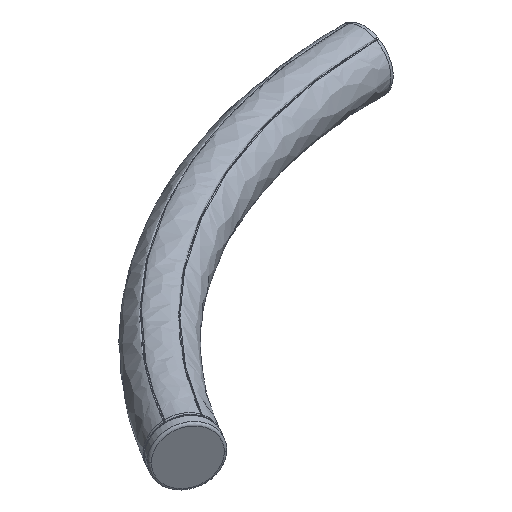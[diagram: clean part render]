
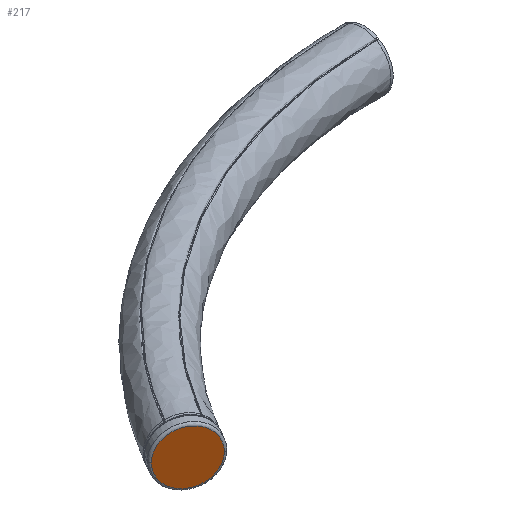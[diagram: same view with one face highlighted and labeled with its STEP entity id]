
A CAD part, isometric view. The second image highlights one B-rep face of the part: STEP entity #217.
In plain terms, the highlighted planar face has unit normal (-0.501, -0.866, 0).
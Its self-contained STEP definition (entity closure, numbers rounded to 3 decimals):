
#105=(
BOUNDED_CURVE()
B_SPLINE_CURVE(3,(#2356,#2357,#2358,#2359,#2360,#2361,#2362,#2363,#2364,
#2365,#2366,#2367,#2368),.UNSPECIFIED.,.F.,.F.)
B_SPLINE_CURVE_WITH_KNOTS((4,3,3,3,4),(0.,18.064,36.127,
54.191,72.255),.UNSPECIFIED.)
CURVE()
GEOMETRIC_REPRESENTATION_ITEM()
RATIONAL_B_SPLINE_CURVE((1.,1.,1.,1.,1.,1.,
1.,1.,1.,1.,1.,1.,1.))
REPRESENTATION_ITEM('')
);
#117=(
BOUNDED_CURVE()
B_SPLINE_CURVE(3,(#2419,#2420,#2421,#2422,#2423,#2424,#2425,#2426,#2427,
#2428,#2429,#2430,#2431),.UNSPECIFIED.,.F.,.F.)
B_SPLINE_CURVE_WITH_KNOTS((4,3,3,3,4),(72.255,90.319,
108.382,126.446,144.51),.UNSPECIFIED.)
CURVE()
GEOMETRIC_REPRESENTATION_ITEM()
RATIONAL_B_SPLINE_CURVE((1.,1.,1.,1.,1.,1.,1.,1.,1.,1.,1.,1.,1.))
REPRESENTATION_ITEM('')
);
#217=ADVANCED_FACE('',(#270),#810,.T.);
#270=FACE_OUTER_BOUND('',#325,.T.);
#325=EDGE_LOOP('',(#548,#549));
#548=ORIENTED_EDGE('',*,*,#702,.F.);
#549=ORIENTED_EDGE('',*,*,#690,.F.);
#690=EDGE_CURVE('',#790,#797,#105,.T.);
#702=EDGE_CURVE('',#797,#790,#117,.T.);
#790=VERTEX_POINT('',#2337);
#797=VERTEX_POINT('',#2344);
#810=PLANE('',#837);
#837=AXIS2_PLACEMENT_3D('',#2219,#847,$);
#847=DIRECTION('',(-0.501,-0.866,0.));
#2219=CARTESIAN_POINT('',(-205.013,-105.215,31.25));
#2337=CARTESIAN_POINT('',(-158.056,-132.382,0.));
#2344=CARTESIAN_POINT('',(-197.883,-109.34,0.));
#2356=CARTESIAN_POINT('',(-158.056,-132.382,0.));
#2357=CARTESIAN_POINT('',(-158.028,-132.397,-6.016));
#2358=CARTESIAN_POINT('',(-160.196,-131.143,-12.023));
#2359=CARTESIAN_POINT('',(-163.879,-129.013,-16.273));
#2360=CARTESIAN_POINT('',(-167.562,-126.882,-20.522));
#2361=CARTESIAN_POINT('',(-172.761,-123.874,-23.013));
#2362=CARTESIAN_POINT('',(-177.963,-120.865,-23.014));
#2363=CARTESIAN_POINT('',(-183.165,-117.855,-23.015));
#2364=CARTESIAN_POINT('',(-188.371,-114.843,-20.524));
#2365=CARTESIAN_POINT('',(-192.051,-112.714,-16.273));
#2366=CARTESIAN_POINT('',(-195.73,-110.586,-12.023));
#2367=CARTESIAN_POINT('',(-197.883,-109.34,-6.011));
#2368=CARTESIAN_POINT('',(-197.883,-109.34,0.));
#2419=CARTESIAN_POINT('',(-197.883,-109.34,0.));
#2420=CARTESIAN_POINT('',(-197.883,-109.34,6.011));
#2421=CARTESIAN_POINT('',(-195.73,-110.586,12.023));
#2422=CARTESIAN_POINT('',(-192.051,-112.714,16.273));
#2423=CARTESIAN_POINT('',(-188.371,-114.843,20.524));
#2424=CARTESIAN_POINT('',(-183.165,-117.855,23.015));
#2425=CARTESIAN_POINT('',(-177.963,-120.865,23.014));
#2426=CARTESIAN_POINT('',(-172.761,-123.874,23.013));
#2427=CARTESIAN_POINT('',(-167.562,-126.882,20.522));
#2428=CARTESIAN_POINT('',(-163.879,-129.013,16.273));
#2429=CARTESIAN_POINT('',(-160.196,-131.143,12.023));
#2430=CARTESIAN_POINT('',(-158.028,-132.397,6.016));
#2431=CARTESIAN_POINT('',(-158.056,-132.382,0.));
